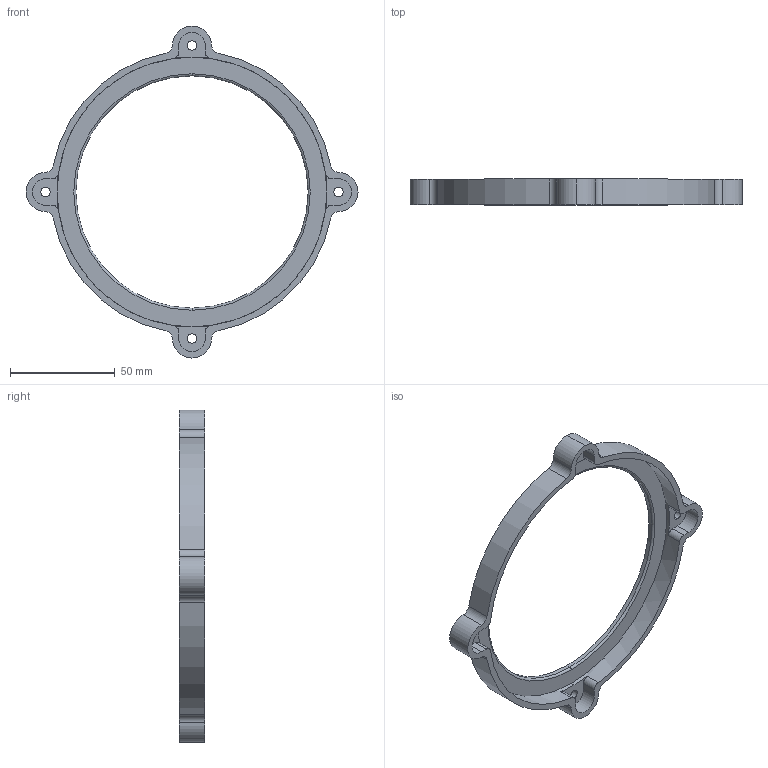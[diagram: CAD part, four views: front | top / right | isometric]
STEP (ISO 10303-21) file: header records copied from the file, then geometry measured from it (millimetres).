
FILE_DESCRIPTION (( 'STEP AP214' ), '1' );
FILE_NAME ('PAPR_BlowerConnect_3_SEAL.STEP', '2020-04-09T18:49:58', ( '' ), ( '' ), 'SwSTEP 2.0', 'SolidWorks 2019', '' );
FILE_SCHEMA (( 'AUTOMOTIVE_DESIGN' ));
Length unit declared in the file: millimetre
Products named in the file (1): PAPR_BlowerConnect_3_SEAL
Bounding box: 158.7 x 12.25 x 158.7 mm (x, y, z)
Volume: 30359.8 mm3; surface area: 22020.5 mm2
Topology: 1 solids, 1 shells, 59 faces, 166 edges, 110 vertices
Faces by surface type: cylinder 42, plane 15, torus 2
Entity records: 2014 total; most frequent: DIRECTION 382, CARTESIAN_POINT 336, ORIENTED_EDGE 332, EDGE_CURVE 166, AXIS2_PLACEMENT_3D 156, VERTEX_POINT 110, CIRCLE 96, LINE 70
